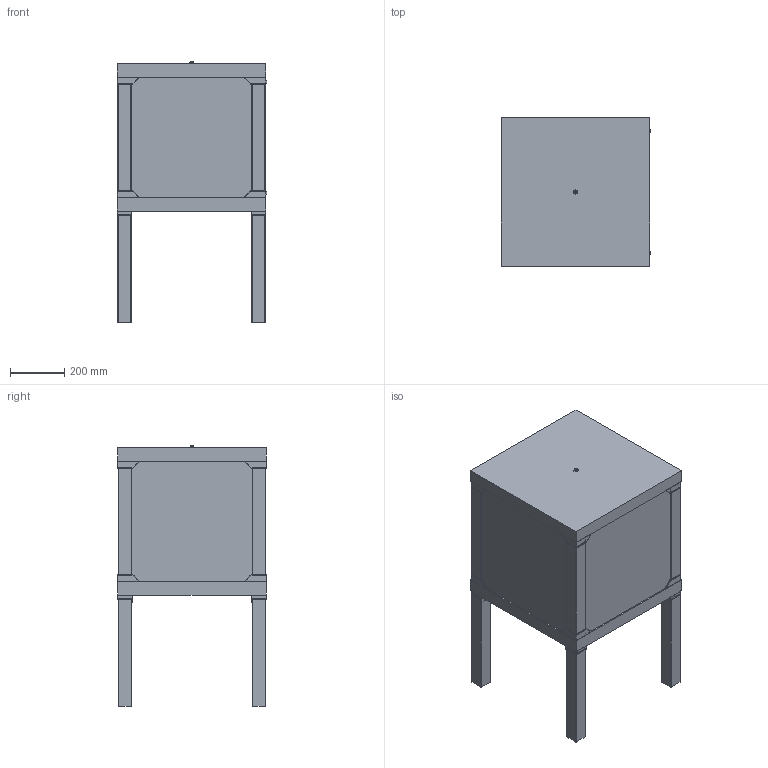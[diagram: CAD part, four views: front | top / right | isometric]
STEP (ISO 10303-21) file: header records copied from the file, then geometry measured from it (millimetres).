
FILE_DESCRIPTION(/* description */ (''),/* implementation_level */ '2;1');
FILE_NAME(/* name */ 'Ikea Lack Enclosure_v15.step',/* time_stamp */ '2020-09-23T17:57:32-07:00',/* author */ (''),/* organization */ (''),/* preprocessor_version */ 'ST-DEVELOPER v18.1',/* originating_system */ 'Autodesk Translation Framework v9.3.0.1241',/* authorisation */ '');
FILE_SCHEMA (('AUTOMOTIVE_DESIGN { 1 0 10303 214 3 1 1 }'));
Length unit declared in the file: millimetre
Products named in the file (36): Ikea Lack Enclosure; Table Top; Front Top Bracket; DoorHinge; Rear Top Bracket; Side Panel; Table Bottom; Rear Bottom Bracket; Front Bottom Bracket; Component5(Mirror); Front Panel; LeftPanel; RightPanel; DoorLatch; Seal; DoorLatch (1); Seal(Mirror); Front Top Bracket 2; Component5(Mirror) (1); Front Bottom Bracket 2; Component5(Mirror)(Mirror); Filament PassthroughM6; Component20; CablePassthrough; Nut; Cap; Stand; Light Side; Component26; Table Legs; Bottom Bracket; Light Side Mount; Front Top Bracket Alt; DoorHinge (1); Filament Passthrough (1); Component38
Assembly tree (45 placements, depth 3):
  Ikea Lack Enclosure
    Table Top
    Table Legs  x2
    Rear Top Bracket  x2
    Front Top Bracket
      DoorHinge
    Side Panel  x3
    Table Bottom
    Rear Bottom Bracket  x2
    Front Bottom Bracket
      Component5(Mirror)
    Front Panel
      LeftPanel
      RightPanel
      DoorLatch
      Seal
      DoorLatch (1)
      Seal(Mirror)
    Front Top Bracket 2
      Component5(Mirror) (1)
    Front Bottom Bracket 2
      Component5(Mirror)(Mirror)
    Filament PassthroughM6
      Component20
    CablePassthrough
      Nut
      Cap
      Stand
    Light Side
      Component26  x2
    Light Side Mount  x2
    Bottom Bracket  x4
    Front Top Bracket Alt
      DoorHinge (1)
    Filament Passthrough (1)
      Component38
Bounding box: 552.17 x 549.27 x 963.23 mm (x, y, z)
Volume: 42729460.5 mm3; surface area: 4001137.5 mm2
Topology: 50 solids, 50 shells, 1701 faces, 4279 edges, 2692 vertices
Faces by surface type: plane 1248, cylinder 311, cone 121, bspline 21
Full cylindrical faces by diameter (mm): 3 x1, 3.2 x18, 4.1 x4, 4.2 x2, 4.25 x28, 4.3 x5, 5.035 x3, 6 x21, 6.147 x3, 6.446 x2, 6.779 x2, 7.866 x4, 8 x1, 8.17 x2, 10.3 x2, 11.618 x4, 11.793 x2, 12.619 x5, 12.7 x3, 14 x4, 16 x9
Entity records: 46186 total; most frequent: CARTESIAN_POINT 14082, ORIENTED_EDGE 6532, DIRECTION 6240, EDGE_CURVE 3266, LINE 2474, VECTOR 2474, VERTEX_POINT 2055, AXIS2_PLACEMENT_3D 1883
